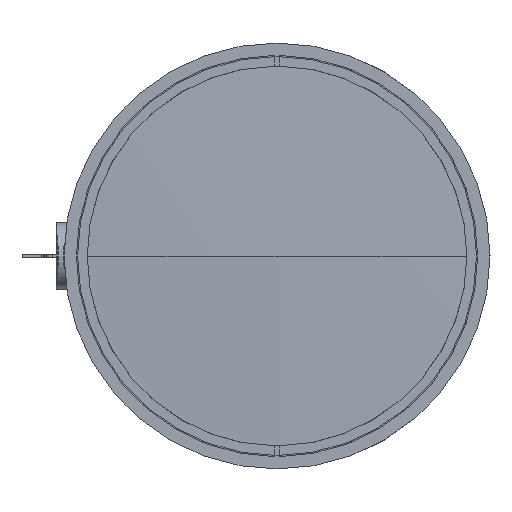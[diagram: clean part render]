
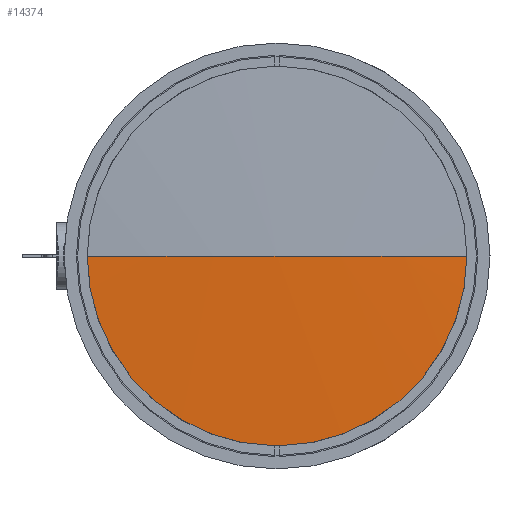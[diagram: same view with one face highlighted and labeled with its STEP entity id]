
A CAD part, left-side view. The second image highlights one B-rep face of the part: STEP entity #14374.
In plain terms, the highlighted spherical face has radius 1260.71 mm.
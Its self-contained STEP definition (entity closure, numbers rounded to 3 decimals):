
#195 = ORIENTED_EDGE ( 'NONE', *, *, #23085, .T. ) ;
#782 = DIRECTION ( 'NONE',  ( -1., 0., 0. ) ) ;
#5171 = DIRECTION ( 'NONE',  ( 0., 0., -1. ) ) ;
#6731 = CIRCLE ( 'NONE', #16050, 61.793 ) ;
#6733 = EDGE_CURVE ( 'NONE', #26597, #21464, #29655, .T. ) ;
#7795 = CARTESIAN_POINT ( 'NONE',  ( 1.515, 61.793, 0. ) ) ;
#8086 = DIRECTION ( 'NONE',  ( 0., 0., -1. ) ) ;
#9698 = VERTEX_POINT ( 'NONE', #27627 ) ;
#9812 = EDGE_CURVE ( 'NONE', #27704, #26597, #6731, .T. ) ;
#10538 = AXIS2_PLACEMENT_3D ( 'NONE', #17625, #5171, #29456 ) ;
#10684 = FACE_OUTER_BOUND ( 'NONE', #15365, .T. ) ;
#10730 = CIRCLE ( 'NONE', #14330, 1260.71 ) ;
#11037 = AXIS2_PLACEMENT_3D ( 'NONE', #17977, #25583, #23137 ) ;
#12222 = CARTESIAN_POINT ( 'NONE',  ( 1.515, -61.793, 0. ) ) ;
#13839 = EDGE_CURVE ( 'NONE', #27704, #9698, #10730, .T. ) ;
#14330 = AXIS2_PLACEMENT_3D ( 'NONE', #24702, #16929, #14993 ) ;
#14374 = ADVANCED_FACE ( 'NONE', ( #10684 ), #28173, .T. ) ;
#14993 = DIRECTION ( 'NONE',  ( 1., 0., 0. ) ) ;
#15365 = EDGE_LOOP ( 'NONE', ( #26416, #23578, #195, #20713 ) ) ;
#16050 = AXIS2_PLACEMENT_3D ( 'NONE', #27143, #782, #27780 ) ;
#16929 = DIRECTION ( 'NONE',  ( 0., 0., 1. ) ) ;
#17625 = CARTESIAN_POINT ( 'NONE',  ( 1260.71, 0., 0. ) ) ;
#17977 = CARTESIAN_POINT ( 'NONE',  ( 1.515, 0., 0. ) ) ;
#20713 = ORIENTED_EDGE ( 'NONE', *, *, #13839, .F. ) ;
#21464 = VERTEX_POINT ( 'NONE', #12222 ) ;
#22240 = AXIS2_PLACEMENT_3D ( 'NONE', #30582, #8086, #30109 ) ;
#23085 = EDGE_CURVE ( 'NONE', #21464, #9698, #25537, .T. ) ;
#23137 = DIRECTION ( 'NONE',  ( 0., 0., 1. ) ) ;
#23578 = ORIENTED_EDGE ( 'NONE', *, *, #6733, .T. ) ;
#24702 = CARTESIAN_POINT ( 'NONE',  ( 1260.71, 0., 0. ) ) ;
#25537 = CIRCLE ( 'NONE', #10538, 1260.71 ) ;
#25583 = DIRECTION ( 'NONE',  ( -1., 0., 0. ) ) ;
#26416 = ORIENTED_EDGE ( 'NONE', *, *, #9812, .T. ) ;
#26597 = VERTEX_POINT ( 'NONE', #31842 ) ;
#27143 = CARTESIAN_POINT ( 'NONE',  ( 1.515, 0., 0. ) ) ;
#27627 = CARTESIAN_POINT ( 'NONE',  ( 0., 0., 0. ) ) ;
#27704 = VERTEX_POINT ( 'NONE', #7795 ) ;
#27780 = DIRECTION ( 'NONE',  ( 0., 0., 1. ) ) ;
#28173 = SPHERICAL_SURFACE ( 'NONE', #22240, 1260.71 ) ;
#29456 = DIRECTION ( 'NONE',  ( 0., 1., 0. ) ) ;
#29655 = CIRCLE ( 'NONE', #11037, 61.793 ) ;
#30109 = DIRECTION ( 'NONE',  ( 0., 1., 0. ) ) ;
#30582 = CARTESIAN_POINT ( 'NONE',  ( 1260.71, 0., 0. ) ) ;
#31842 = CARTESIAN_POINT ( 'NONE',  ( 1.515, 0., -61.793 ) ) ;
